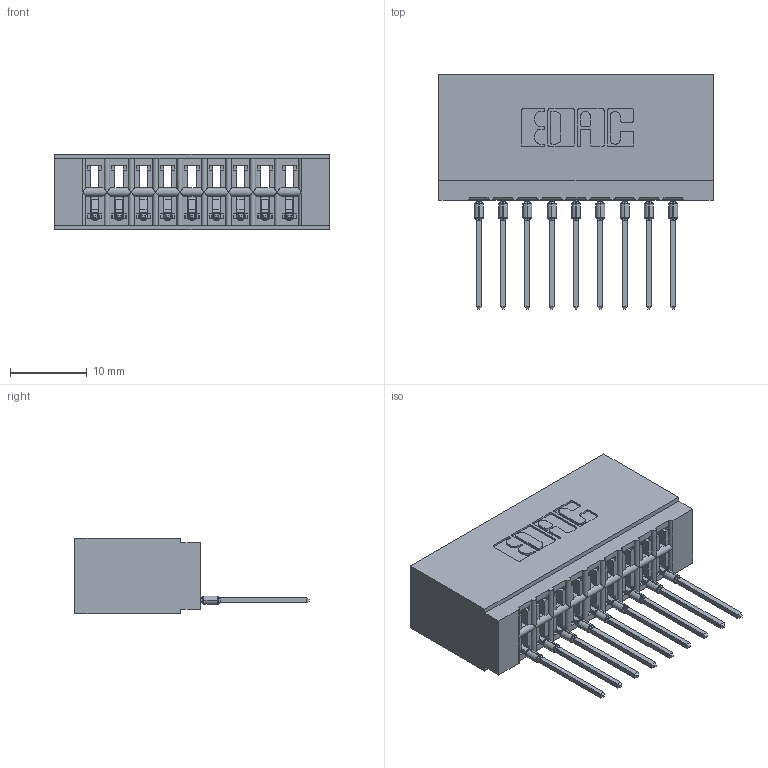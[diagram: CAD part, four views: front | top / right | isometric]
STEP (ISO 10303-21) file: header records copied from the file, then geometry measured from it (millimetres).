
FILE_DESCRIPTION (( 'STEP AP203' ), '1' );
FILE_NAME ('746-009-540-501.STEP', '2026-02-27T16:15:57', ( '' ), ( '' ), 'SwSTEP 2.0', 'SolidWorks 2023', '' );
FILE_SCHEMA (( 'CONFIG_CONTROL_DESIGN' ));
Length unit declared in the file: millimetre
Products named in the file (3): 746-292-001_540; 746 Part_.340 Slot Depth - 01; 746-009-540-501
Assembly tree (10 placements, depth 2):
  746-009-540-501
    746 Part_.340 Slot Depth - 01
    746-292-001_540  x9
Bounding box: 35.81 x 30.59 x 9.91 mm (x, y, z)
Volume: 4244.8 mm3; surface area: 5329.4 mm2
Topology: 10 solids, 10 shells, 1069 faces, 3026 edges, 1948 vertices
Faces by surface type: plane 622, cylinder 213, bspline 180, torus 54
Entity records: 18255 total; most frequent: CARTESIAN_POINT 3966, ORIENTED_EDGE 3092, DIRECTION 2620, EDGE_CURVE 1546, LINE 1272, VECTOR 1272, VERTEX_POINT 1020, AXIS2_PLACEMENT_3D 674
